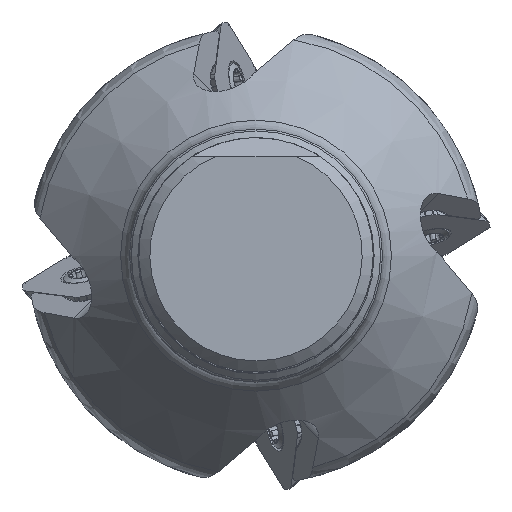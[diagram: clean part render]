
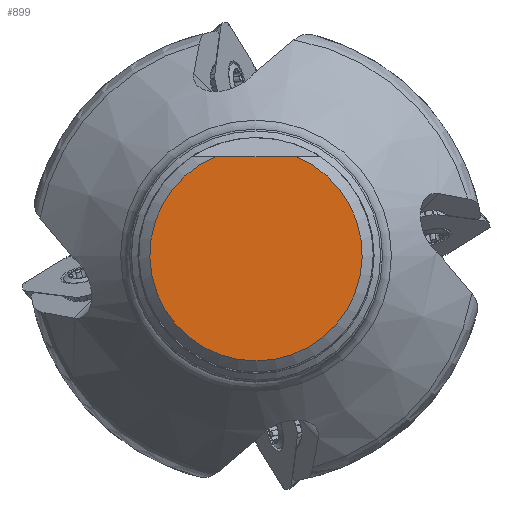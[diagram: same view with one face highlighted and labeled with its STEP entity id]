
A CAD part, top view. The second image highlights one B-rep face of the part: STEP entity #899.
In plain terms, the highlighted planar face has unit normal (0, 0, 1).
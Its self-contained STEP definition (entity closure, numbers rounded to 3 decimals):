
#483=FACE_OUTER_BOUND('',#1918,.T.);
#899=ADVANCED_FACE('',(#483),#1269,.T.);
#1269=PLANE('',#8746);
#1534=CIRCLE('',#8745,14.371);
#1918=EDGE_LOOP('',(#3926,#3927));
#2596=LINE('',#13658,#2985);
#2985=VECTOR('',#9945,1.);
#3926=ORIENTED_EDGE('',*,*,#7109,.F.);
#3927=ORIENTED_EDGE('',*,*,#7110,.T.);
#6176=VERTEX_POINT('',#13659);
#6177=VERTEX_POINT('',#13660);
#7109=EDGE_CURVE('',#6176,#6177,#2596,.T.);
#7110=EDGE_CURVE('',#6176,#6177,#1534,.T.);
#8745=AXIS2_PLACEMENT_3D('',#13661,#9946,#9947);
#8746=AXIS2_PLACEMENT_3D('',#13662,#9948,#9949);
#9945=DIRECTION('',(1.,0.,0.));
#9946=DIRECTION('',(0.,0.,1.));
#9947=DIRECTION('',(1.,0.,0.));
#9948=DIRECTION('',(0.,0.,1.));
#9949=DIRECTION('',(1.,0.,0.));
#13658=CARTESIAN_POINT('',(0.,13.289,0.));
#13659=CARTESIAN_POINT('',(-5.471,13.289,0.));
#13660=CARTESIAN_POINT('',(5.471,13.289,0.));
#13661=CARTESIAN_POINT('',(0.,0.,0.));
#13662=CARTESIAN_POINT('',(0.,0.,0.));
